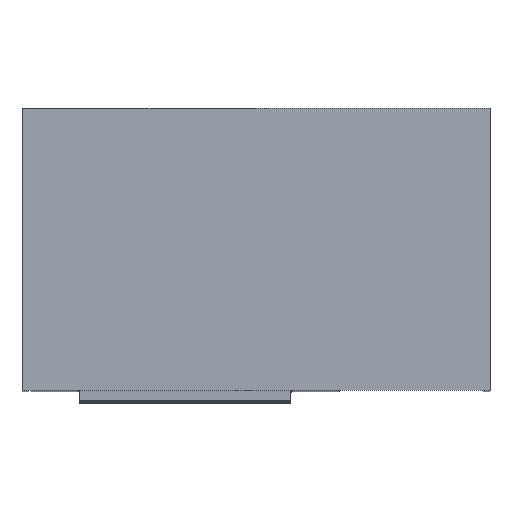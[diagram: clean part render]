
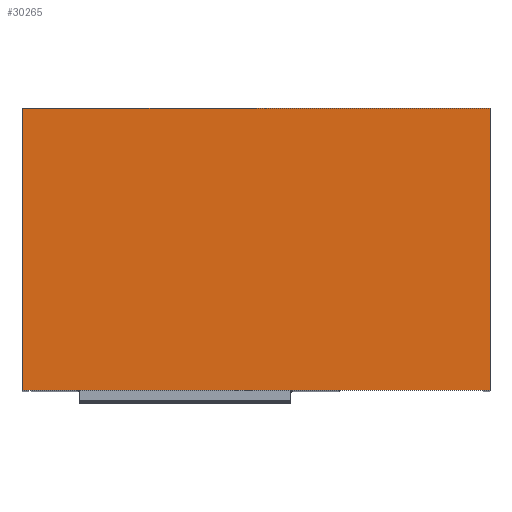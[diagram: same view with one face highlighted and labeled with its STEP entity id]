
A CAD part, top view. The second image highlights one B-rep face of the part: STEP entity #30265.
In plain terms, the highlighted planar face has unit normal (0, 0, 1).
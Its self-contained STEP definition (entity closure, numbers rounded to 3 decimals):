
#1527=PLANE('',#32850);
#3479=FACE_OUTER_BOUND('',#5185,.T.);
#5185=EDGE_LOOP('',(#28107,#28108,#28109,#28110));
#8345=LINE('',#53150,#11525);
#8348=LINE('',#53156,#11528);
#8351=LINE('',#53162,#11531);
#8354=LINE('',#53166,#11534);
#11525=VECTOR('',#41058,575.);
#11528=VECTOR('',#41063,346.5);
#11531=VECTOR('',#41068,575.);
#11534=VECTOR('',#41073,346.5);
#15205=VERTEX_POINT('',#53147);
#15206=VERTEX_POINT('',#53149);
#15208=VERTEX_POINT('',#53155);
#15210=VERTEX_POINT('',#53161);
#19505=EDGE_CURVE('',#15206,#15205,#8345,.T.);
#19508=EDGE_CURVE('',#15208,#15206,#8348,.T.);
#19511=EDGE_CURVE('',#15210,#15208,#8351,.T.);
#19514=EDGE_CURVE('',#15205,#15210,#8354,.T.);
#28107=ORIENTED_EDGE('',*,*,#19514,.T.);
#28108=ORIENTED_EDGE('',*,*,#19511,.T.);
#28109=ORIENTED_EDGE('',*,*,#19508,.T.);
#28110=ORIENTED_EDGE('',*,*,#19505,.T.);
#30265=ADVANCED_FACE('',(#3479),#1527,.T.);
#32850=AXIS2_PLACEMENT_3D('',#53167,#41074,#41075);
#41058=DIRECTION('',(-1.,0.,0.));
#41063=DIRECTION('',(0.,1.,0.));
#41068=DIRECTION('',(1.,0.,0.));
#41073=DIRECTION('',(0.,-1.,0.));
#41074=DIRECTION('center_axis',(0.,0.,1.));
#41075=DIRECTION('ref_axis',(1.,0.,0.));
#53147=CARTESIAN_POINT('',(-0.5,346.,1200.));
#53149=CARTESIAN_POINT('',(574.5,346.,1200.));
#53150=CARTESIAN_POINT('',(574.5,346.,1200.));
#53155=CARTESIAN_POINT('',(574.5,-0.5,1200.));
#53156=CARTESIAN_POINT('',(574.5,-0.5,1200.));
#53161=CARTESIAN_POINT('',(-0.5,-0.5,1200.));
#53162=CARTESIAN_POINT('',(-0.5,-0.5,1200.));
#53166=CARTESIAN_POINT('',(-0.5,346.,1200.));
#53167=CARTESIAN_POINT('Origin',(287.,172.75,1200.));
